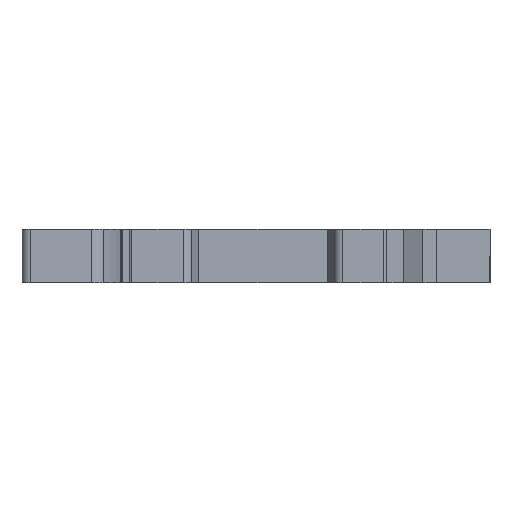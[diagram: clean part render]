
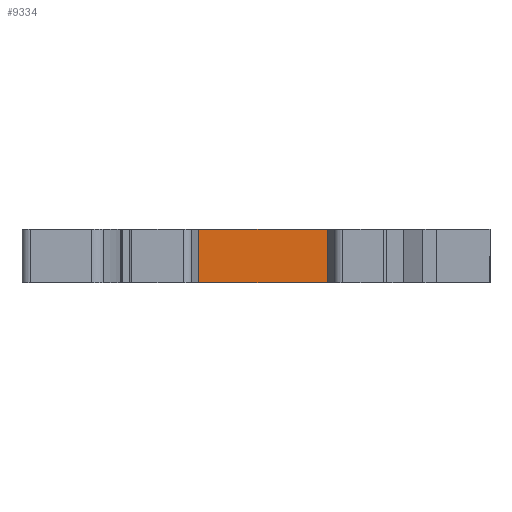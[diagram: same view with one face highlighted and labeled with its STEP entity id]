
A CAD part, front view. The second image highlights one B-rep face of the part: STEP entity #9334.
In plain terms, the highlighted planar face has unit normal (0, -1, 0).
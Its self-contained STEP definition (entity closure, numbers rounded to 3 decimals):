
#245 = LINE ( 'NONE', #11120, #13212 ) ;
#609 = FACE_OUTER_BOUND ( 'NONE', #9496, .T. ) ;
#1811 = CARTESIAN_POINT ( 'NONE',  ( 2.204, -14.109, 0.178 ) ) ;
#2189 = LINE ( 'NONE', #6263, #6783 ) ;
#2306 = ORIENTED_EDGE ( 'NONE', *, *, #7679, .T. ) ;
#2513 = DIRECTION ( 'NONE',  ( 1., 0., 0. ) ) ;
#2987 = VERTEX_POINT ( 'NONE', #3524 ) ;
#3359 = CARTESIAN_POINT ( 'NONE',  ( -12.716, -14.109, 6.378 ) ) ;
#3524 = CARTESIAN_POINT ( 'NONE',  ( -12.716, -14.109, 0.178 ) ) ;
#3807 = CARTESIAN_POINT ( 'NONE',  ( -26.274, -14.109, 6.378 ) ) ;
#4555 = LINE ( 'NONE', #5879, #8274 ) ;
#4826 = CARTESIAN_POINT ( 'NONE',  ( 2.204, -14.109, 0.178 ) ) ;
#4981 = ORIENTED_EDGE ( 'NONE', *, *, #10581, .T. ) ;
#5879 = CARTESIAN_POINT ( 'NONE',  ( -12.716, -14.109, 0.178 ) ) ;
#6263 = CARTESIAN_POINT ( 'NONE',  ( 2.204, -14.109, 0.178 ) ) ;
#6572 = CARTESIAN_POINT ( 'NONE',  ( 2.204, -14.109, 6.378 ) ) ;
#6783 = VECTOR ( 'NONE', #7208, 1000. ) ;
#7114 = DIRECTION ( 'NONE',  ( 0., 0., -1. ) ) ;
#7208 = DIRECTION ( 'NONE',  ( 1., 0., 0. ) ) ;
#7253 = PLANE ( 'NONE',  #14434 ) ;
#7658 = VECTOR ( 'NONE', #12237, 1000. ) ;
#7679 = EDGE_CURVE ( 'NONE', #2987, #10748, #2189, .T. ) ;
#8263 = EDGE_CURVE ( 'NONE', #10009, #12750, #11164, .T. ) ;
#8274 = VECTOR ( 'NONE', #7114, 1000. ) ;
#8855 = ORIENTED_EDGE ( 'NONE', *, *, #12667, .F. ) ;
#9334 = ADVANCED_FACE ( 'NONE', ( #609 ), #7253, .T. ) ;
#9496 = EDGE_LOOP ( 'NONE', ( #8855, #13647, #4981, #2306 ) ) ;
#9611 = DIRECTION ( 'NONE',  ( 0., -1., 0. ) ) ;
#10009 = VERTEX_POINT ( 'NONE', #3359 ) ;
#10581 = EDGE_CURVE ( 'NONE', #10009, #2987, #4555, .T. ) ;
#10748 = VERTEX_POINT ( 'NONE', #1811 ) ;
#11120 = CARTESIAN_POINT ( 'NONE',  ( 2.204, -14.109, 0.178 ) ) ;
#11164 = LINE ( 'NONE', #3807, #7658 ) ;
#12237 = DIRECTION ( 'NONE',  ( 1., 0., 0. ) ) ;
#12667 = EDGE_CURVE ( 'NONE', #12750, #10748, #245, .T. ) ;
#12750 = VERTEX_POINT ( 'NONE', #6572 ) ;
#13212 = VECTOR ( 'NONE', #13329, 1000. ) ;
#13329 = DIRECTION ( 'NONE',  ( 0., 0., -1. ) ) ;
#13647 = ORIENTED_EDGE ( 'NONE', *, *, #8263, .F. ) ;
#14434 = AXIS2_PLACEMENT_3D ( 'NONE', #4826, #9611, #2513 ) ;
